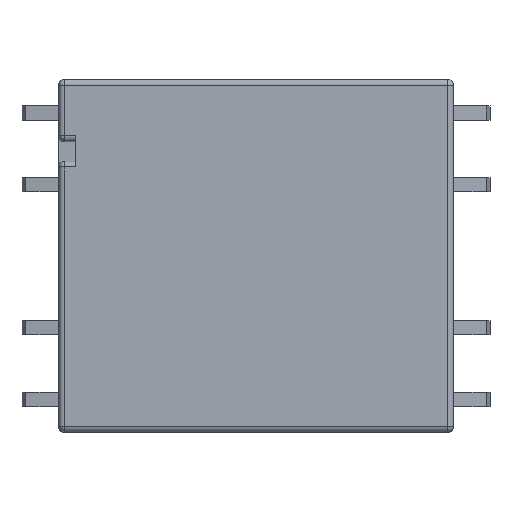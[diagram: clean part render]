
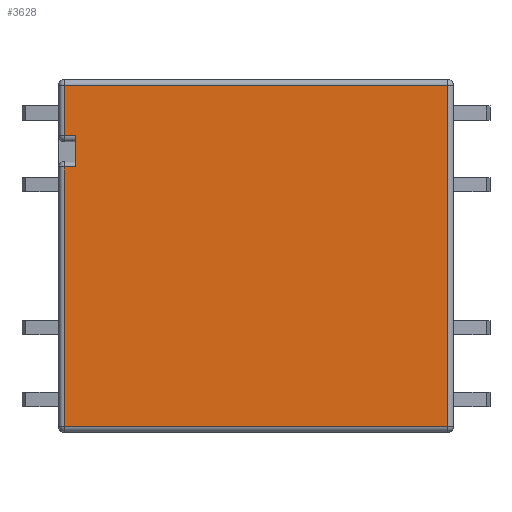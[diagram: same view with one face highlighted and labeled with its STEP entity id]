
A CAD part, top view. The second image highlights one B-rep face of the part: STEP entity #3628.
In plain terms, the highlighted planar face has unit normal (0, 0, 1).
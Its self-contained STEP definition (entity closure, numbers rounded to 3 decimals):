
#77=LINE('',#9671,#330);
#81=LINE('',#9680,#334);
#85=LINE('',#9689,#338);
#89=LINE('',#9703,#342);
#91=LINE('',#9713,#344);
#92=LINE('',#9718,#345);
#170=LINE('',#10063,#423);
#171=LINE('',#10064,#424);
#330=VECTOR('',#6239,1000.);
#334=VECTOR('',#6249,1000.);
#338=VECTOR('',#6259,1000.);
#342=VECTOR('',#6273,1000.);
#344=VECTOR('',#6285,1000.);
#345=VECTOR('',#6290,1000.);
#423=VECTOR('',#6708,1000.);
#424=VECTOR('',#6709,1000.);
#571=PLANE('',#5749);
#1273=ORIENTED_EDGE('',*,*,#1857,.T.);
#1274=ORIENTED_EDGE('',*,*,#2037,.T.);
#1275=ORIENTED_EDGE('',*,*,#1833,.T.);
#1276=ORIENTED_EDGE('',*,*,#1838,.T.);
#1277=ORIENTED_EDGE('',*,*,#1843,.T.);
#1278=ORIENTED_EDGE('',*,*,#2038,.T.);
#1279=ORIENTED_EDGE('',*,*,#1850,.T.);
#1280=ORIENTED_EDGE('',*,*,#1855,.T.);
#1833=EDGE_CURVE('',#2320,#2311,#77,.T.);
#1838=EDGE_CURVE('',#2311,#2314,#81,.T.);
#1843=EDGE_CURVE('',#2314,#2317,#85,.T.);
#1850=EDGE_CURVE('',#2328,#2330,#89,.T.);
#1855=EDGE_CURVE('',#2330,#2333,#91,.T.);
#1857=EDGE_CURVE('',#2333,#2335,#92,.T.);
#2037=EDGE_CURVE('',#2335,#2320,#170,.T.);
#2038=EDGE_CURVE('',#2317,#2328,#171,.T.);
#2311=VERTEX_POINT('',#9647);
#2314=VERTEX_POINT('',#9654);
#2317=VERTEX_POINT('',#9661);
#2320=VERTEX_POINT('',#9668);
#2328=VERTEX_POINT('',#9698);
#2330=VERTEX_POINT('',#9702);
#2333=VERTEX_POINT('',#9712);
#2335=VERTEX_POINT('',#9717);
#2992=EDGE_LOOP('',(#1273,#1274,#1275,#1276,#1277,#1278,#1279,#1280));
#3323=FACE_BOUND('',#2992,.T.);
#3628=ADVANCED_FACE('',(#3323),#571,.T.);
#5749=AXIS2_PLACEMENT_3D('',#10062,#6706,#6707);
#6239=DIRECTION('',(1.,0.,0.));
#6249=DIRECTION('',(0.,1.,0.));
#6259=DIRECTION('',(-1.,0.,0.));
#6273=DIRECTION('',(1.,0.,0.));
#6285=DIRECTION('',(0.,1.,0.));
#6290=DIRECTION('',(-1.,0.,0.));
#6706=DIRECTION('',(0.,0.,1.));
#6707=DIRECTION('',(1.,0.,0.));
#6708=DIRECTION('',(0.,1.,0.));
#6709=DIRECTION('',(0.,-1.,0.));
#9647=CARTESIAN_POINT('',(6.8,-3.15,7.8));
#9654=CARTESIAN_POINT('',(6.8,6.05,7.8));
#9661=CARTESIAN_POINT('',(-6.8,6.05,7.8));
#9668=CARTESIAN_POINT('',(6.4,-3.15,7.8));
#9671=CARTESIAN_POINT('',(-7.,-3.15,7.8));
#9680=CARTESIAN_POINT('',(6.8,6.25,7.8));
#9689=CARTESIAN_POINT('',(-7.,6.05,7.8));
#9698=CARTESIAN_POINT('',(-6.8,-6.05,7.8));
#9702=CARTESIAN_POINT('',(6.8,-6.05,7.8));
#9703=CARTESIAN_POINT('',(7.,-6.05,7.8));
#9712=CARTESIAN_POINT('',(6.8,-4.25,7.8));
#9713=CARTESIAN_POINT('',(6.8,-4.05,7.8));
#9717=CARTESIAN_POINT('',(6.4,-4.25,7.8));
#9718=CARTESIAN_POINT('',(-7.,-4.25,7.8));
#10062=CARTESIAN_POINT('',(-7.,-6.25,7.8));
#10063=CARTESIAN_POINT('',(6.4,-6.25,7.8));
#10064=CARTESIAN_POINT('',(-6.8,-6.25,7.8));
